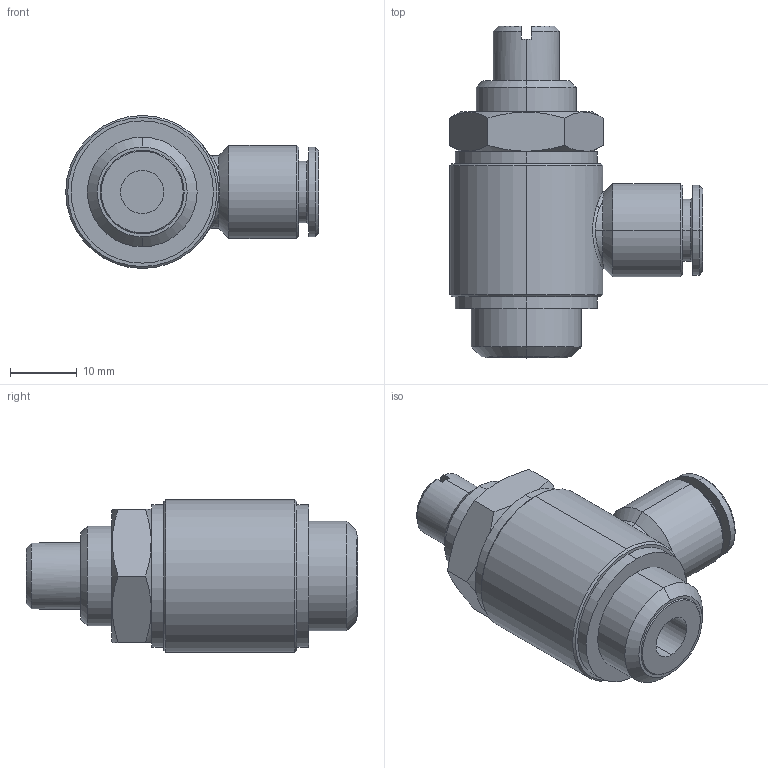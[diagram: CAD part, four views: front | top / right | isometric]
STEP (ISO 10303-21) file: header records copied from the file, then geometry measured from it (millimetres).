
FILE_DESCRIPTION (( 'STEP AP203' ), '1' );
FILE_NAME ('04290B43.STEP', '2010-05-10T11:38:07', ( '' ), ( 'sopra-pneumatic' ), 'SwSTEP 2.0', 'SolidWorks 2009', '' );
FILE_SCHEMA (( 'CONFIG_CONTROL_DESIGN' ));
Length unit declared in the file: millimetre
Products named in the file (1): 04290B43
Bounding box: 38.05 x 49.89 x 23 mm (x, y, z)
Volume: 15365.2 mm3; surface area: 5318.2 mm2
Topology: 1 solids, 1 shells, 77 faces, 170 edges, 107 vertices
Faces by surface type: cone 26, cylinder 25, plane 24, bspline 2
Entity records: 3356 total; most frequent: CARTESIAN_POINT 1566, DIRECTION 373, ORIENTED_EDGE 340, EDGE_CURVE 170, AXIS2_PLACEMENT_3D 156, VERTEX_POINT 107, EDGE_LOOP 89, CIRCLE 80
